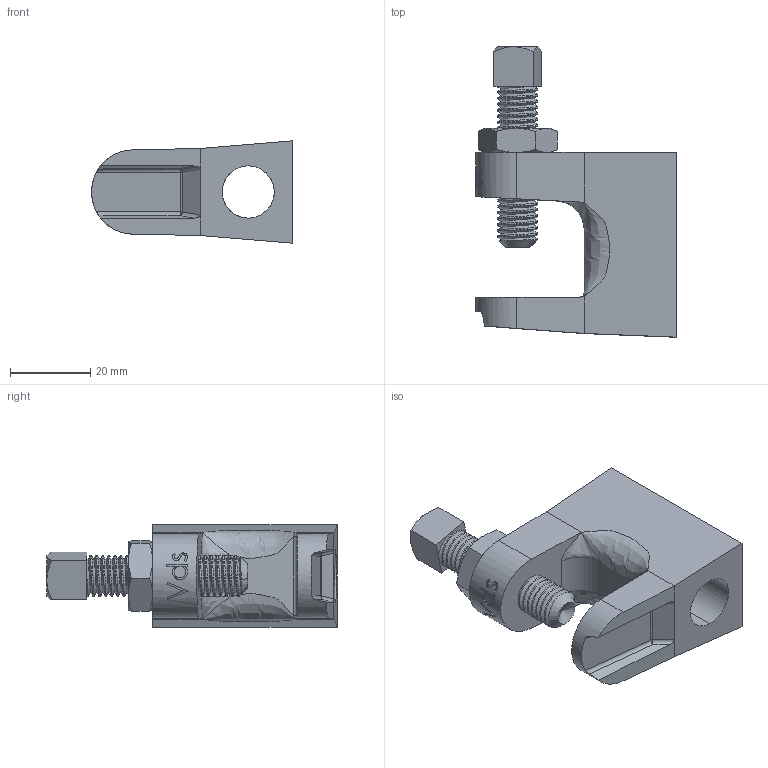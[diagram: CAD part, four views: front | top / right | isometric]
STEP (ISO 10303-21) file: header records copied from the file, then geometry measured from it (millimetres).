
FILE_DESCRIPTION (( 'STEP AP214' ), '1' );
FILE_NAME ('FL 312D.STEP', '2015-07-24T10:17:33', ( 'user' ), ( 'Hewlett-Packard Company' ), 'SwSTEP 2.0', 'SolidWorks 2015', '' );
FILE_SCHEMA (( 'AUTOMOTIVE_DESIGN' ));
Length unit declared in the file: millimetre
Products named in the file (4): FL 312D; FL3; M10x40 SQ HD SETSCREW; M10 Locknut
Assembly tree (3 placements, depth 2):
  FL 312D
    FL3
    M10x40 SQ HD SETSCREW
    M10 Locknut
Bounding box: 50 x 72.35 x 25.5 mm (x, y, z)
Volume: 28383.7 mm3; surface area: 13726.7 mm2
Topology: 3 solids, 3 shells, 299 faces, 856 edges, 567 vertices
Faces by surface type: plane 121, cylinder 95, bspline 51, cone 32
Entity records: 17728 total; most frequent: CARTESIAN_POINT 10898, ORIENTED_EDGE 1692, DIRECTION 995, EDGE_CURVE 846, VERTEX_POINT 567, LINE 379, VECTOR 379, EDGE_LOOP 321
